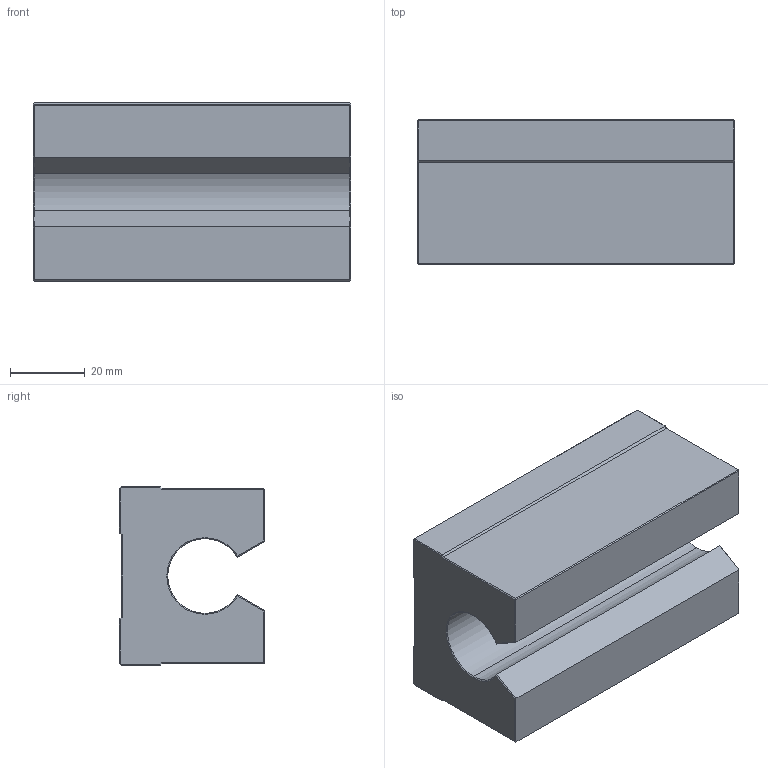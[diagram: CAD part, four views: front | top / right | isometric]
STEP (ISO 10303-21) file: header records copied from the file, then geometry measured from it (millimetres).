
FILE_DESCRIPTION (( 'STEP AP203' ), '1' );
FILE_NAME ('SME20LUU.STEP', '2014-08-13T06:43:48', ( 'Ovidiu Buiga' ), ( '' ), 'SwSTEP 2.0', 'SolidWorks 2010', '' );
FILE_SCHEMA (( 'CONFIG_CONTROL_DESIGN' ));
Length unit declared in the file: millimetre
Products named in the file (1): SME20LUU
Bounding box: 85 x 39 x 48 mm (x, y, z)
Volume: 119576.5 mm3; surface area: 22895.8 mm2
Topology: 1 solids, 1 shells, 81 faces, 185 edges, 102 vertices
Faces by surface type: plane 56, cone 14, cylinder 11
Entity records: 2216 total; most frequent: CARTESIAN_POINT 373, DIRECTION 365, ORIENTED_EDGE 354, EDGE_CURVE 177, LINE 145, VECTOR 145, AXIS2_PLACEMENT_3D 110, VERTEX_POINT 102
